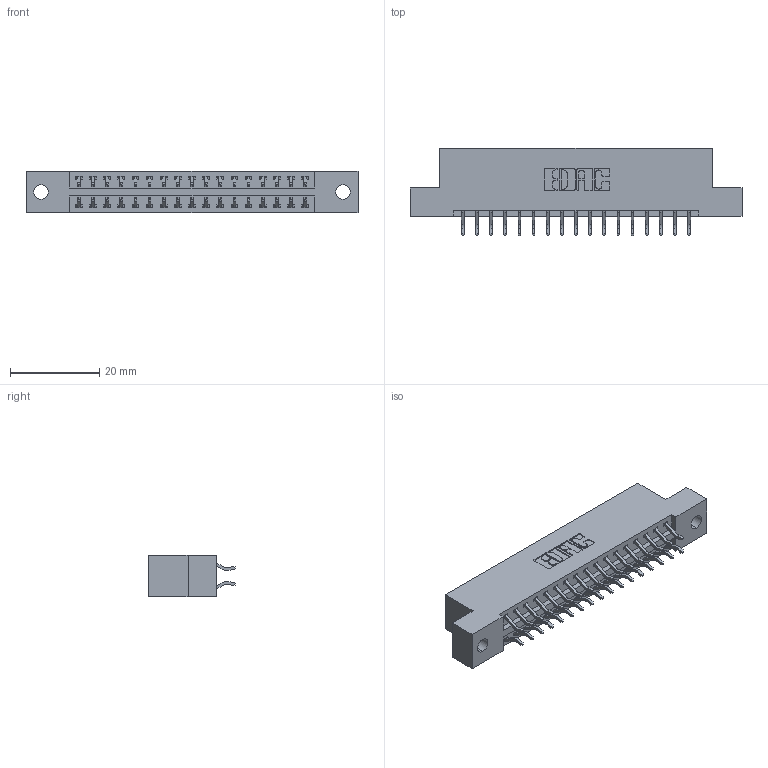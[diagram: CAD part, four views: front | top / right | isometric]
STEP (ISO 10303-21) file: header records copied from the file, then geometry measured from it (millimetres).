
FILE_DESCRIPTION (( 'STEP AP203' ), '1' );
FILE_NAME ('346-034-556-202.STEP', '2022-05-19T20:08:48', ( '' ), ( '' ), 'SwSTEP 2.0', 'SolidWorks 2020', '' );
FILE_SCHEMA (( 'CONFIG_CONTROL_DESIGN' ));
Length unit declared in the file: inch
Products named in the file (3): 346 Part_Flush Mounting Lugs - 0.128 Dia; 346-034-556-202; 345-292-001_556 Tail
Assembly tree (35 placements, depth 2):
  346-034-556-202
    346 Part_Flush Mounting Lugs - 0.128 Dia
    345-292-001_556 Tail  x34
Bounding box: 74.55 x 19.57 x 9.4 mm (x, y, z)
Volume: 7037.3 mm3; surface area: 8979.4 mm2
Topology: 35 solids, 35 shells, 2094 faces, 6211 edges, 4094 vertices
Faces by surface type: plane 1402, cylinder 692
Entity records: 14683 total; most frequent: CARTESIAN_POINT 2468, ORIENTED_EDGE 2390, DIRECTION 2215, EDGE_CURVE 1195, LINE 987, VECTOR 987, VERTEX_POINT 794, AXIS2_PLACEMENT_3D 614
